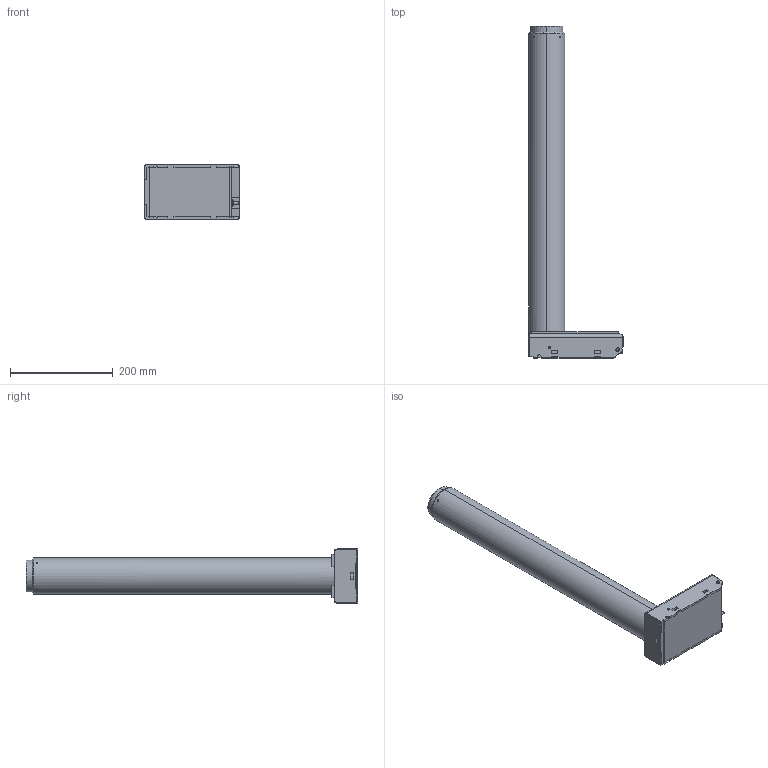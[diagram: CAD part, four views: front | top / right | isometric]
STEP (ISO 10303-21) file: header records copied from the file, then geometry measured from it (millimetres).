
FILE_DESCRIPTION (( 'STEP AP214' ), '1' );
FILE_NAME ('ｲ｣ｫ~､Tｺ釞ﾒｫｬｹﾏ-TL29(ｼﾐｷﾇ｡^-A .STEP', '2018-05-31T06:15:34', ( '' ), ( '' ), 'SwSTEP 2.0', 'SolidWorks 2015', '' );
FILE_SCHEMA (( 'AUTOMOTIVE_DESIGN' ));
Length unit declared in the file: millimetre
Products named in the file (1): 產品三維模型圖-TL29(標準）-A 
Bounding box: 183 x 645 x 107 mm (x, y, z)
Volume: 3166683.9 mm3; surface area: 245240.7 mm2
Topology: 2 solids, 2 shells, 304 faces, 740 edges, 469 vertices
Faces by surface type: plane 163, cylinder 109, cone 24, torus 6, bspline 2
Entity records: 9910 total; most frequent: CARTESIAN_POINT 2060, DIRECTION 1498, ORIENTED_EDGE 1448, EDGE_CURVE 724, AXIS2_PLACEMENT_3D 511, VECTOR 476, LINE 476, VERTEX_POINT 469
